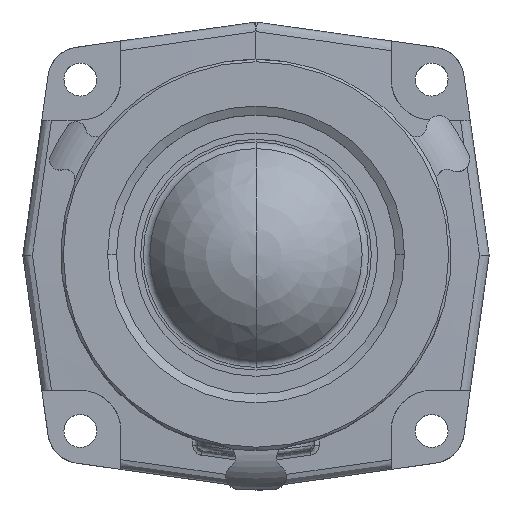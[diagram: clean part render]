
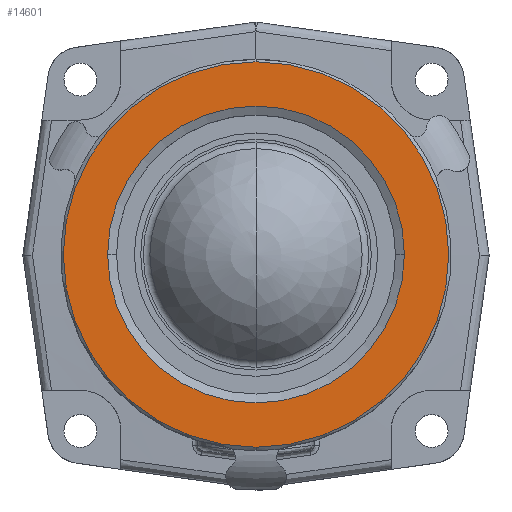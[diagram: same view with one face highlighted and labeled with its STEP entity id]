
A CAD part, top view. The second image highlights one B-rep face of the part: STEP entity #14601.
In plain terms, the highlighted face is planar.
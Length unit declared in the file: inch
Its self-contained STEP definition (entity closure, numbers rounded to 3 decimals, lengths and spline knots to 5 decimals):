
#13092=CARTESIAN_POINT('',(1.592,0.,0.));
#13093=DIRECTION('',(1.,0.,0.));
#13094=DIRECTION('',(0.,0.,1.));
#13095=AXIS2_PLACEMENT_3D('',#13092,#13093,#13094);
#13097=CARTESIAN_POINT('',(1.592,0.,0.));
#13098=DIRECTION('',(1.,0.,0.));
#13099=DIRECTION('',(0.,0.,-1.));
#13100=AXIS2_PLACEMENT_3D('',#13097,#13098,#13099);
#13102=CARTESIAN_POINT('',(1.592,0.,0.));
#13103=DIRECTION('',(1.,0.,0.));
#13104=DIRECTION('',(0.,1.,0.));
#13105=AXIS2_PLACEMENT_3D('',#13102,#13103,#13104);
#13107=CARTESIAN_POINT('',(1.592,0.,0.));
#13108=DIRECTION('',(1.,0.,0.));
#13109=DIRECTION('',(0.,-1.,0.));
#13110=AXIS2_PLACEMENT_3D('',#13107,#13108,#13109);
#14086=CARTESIAN_POINT('',(1.592,0.,2.37622));
#14087=CARTESIAN_POINT('',(1.592,0.,-2.37622));
#14088=VERTEX_POINT('',#14086);
#14089=VERTEX_POINT('',#14087);
#14204=CARTESIAN_POINT('',(1.592,1.83,0.));
#14205=CARTESIAN_POINT('',(1.592,-1.83,0.));
#14206=VERTEX_POINT('',#14204);
#14207=VERTEX_POINT('',#14205);
#14585=CARTESIAN_POINT('',(1.592,0.,0.));
#14586=DIRECTION('',(1.,0.,0.));
#14587=DIRECTION('',(0.,0.,1.));
#14588=AXIS2_PLACEMENT_3D('',#14585,#14586,#14587);
#14589=PLANE('',#14588);
#14591=ORIENTED_EDGE('',*,*,#14590,.F.);
#14593=ORIENTED_EDGE('',*,*,#14592,.F.);
#14594=EDGE_LOOP('',(#14591,#14593));
#14595=FACE_OUTER_BOUND('',#14594,.F.);
#14596=ORIENTED_EDGE('',*,*,#14575,.T.);
#14598=ORIENTED_EDGE('',*,*,#14597,.T.);
#14599=EDGE_LOOP('',(#14596,#14598));
#14600=FACE_BOUND('',#14599,.F.);
#14601=ADVANCED_FACE('',(#14595,#14600),#14589,.T.);
#13096=CIRCLE('',#13095,2.37622);
#13101=CIRCLE('',#13100,2.37622);
#13106=CIRCLE('',#13105,1.83);
#13111=CIRCLE('',#13110,1.83);
#14575=EDGE_CURVE('',#14206,#14207,#13106,.T.);
#14590=EDGE_CURVE('',#14088,#14089,#13096,.T.);
#14592=EDGE_CURVE('',#14089,#14088,#13101,.T.);
#14597=EDGE_CURVE('',#14207,#14206,#13111,.T.);
